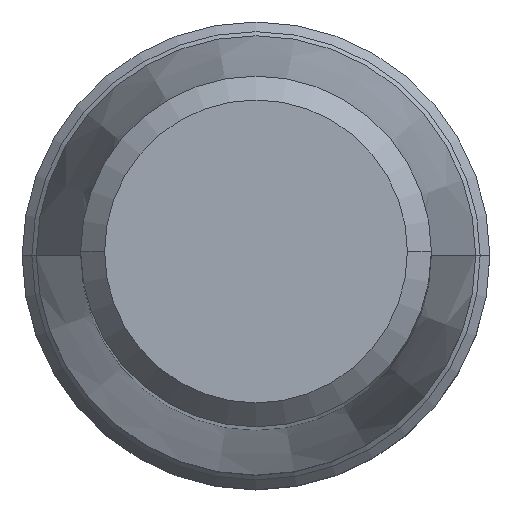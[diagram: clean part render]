
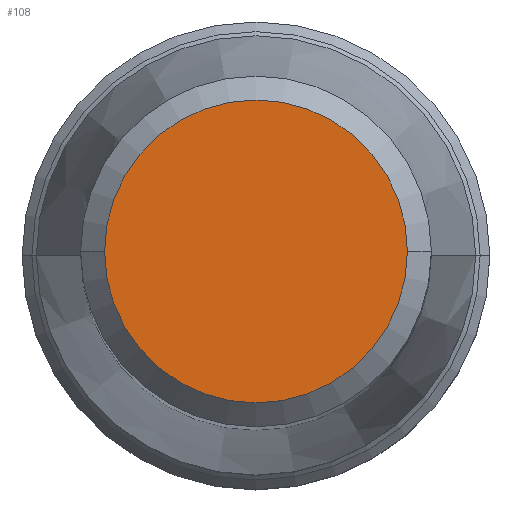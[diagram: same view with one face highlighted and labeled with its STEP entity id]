
A CAD part, top view. The second image highlights one B-rep face of the part: STEP entity #108.
In plain terms, the highlighted planar face has unit normal (0, 0, 1).
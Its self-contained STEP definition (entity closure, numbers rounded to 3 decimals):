
#60=PLANE('',#1071);
#108=ADVANCED_FACE('',(#195),#60,.F.);
#195=FACE_OUTER_BOUND('',#251,.T.);
#251=EDGE_LOOP('',(#431,#432));
#431=ORIENTED_EDGE('',*,*,#639,.F.);
#432=ORIENTED_EDGE('',*,*,#641,.F.);
#540=VERTEX_POINT('',#1622);
#541=VERTEX_POINT('',#1624);
#639=EDGE_CURVE('',#540,#541,#721,.T.);
#641=EDGE_CURVE('',#541,#540,#722,.T.);
#721=CIRCLE('',#1067,8.225);
#722=CIRCLE('',#1069,8.225);
#1067=AXIS2_PLACEMENT_3D('',#1623,#1347,#1348);
#1069=AXIS2_PLACEMENT_3D('',#1627,#1352,#1353);
#1071=AXIS2_PLACEMENT_3D('',#1629,#1356,#1357);
#1347=DIRECTION('',(0.,0.,-1.));
#1348=DIRECTION('',(1.,0.,0.));
#1352=DIRECTION('',(0.,0.,-1.));
#1353=DIRECTION('',(-1.,0.,0.));
#1356=DIRECTION('',(0.,0.,-1.));
#1357=DIRECTION('',(1.,0.,0.));
#1622=CARTESIAN_POINT('',(8.225,0.,0.));
#1623=CARTESIAN_POINT('',(0.,0.,0.));
#1624=CARTESIAN_POINT('',(-8.225,0.,0.));
#1627=CARTESIAN_POINT('',(0.,0.,0.));
#1629=CARTESIAN_POINT('',(0.,0.,0.));
